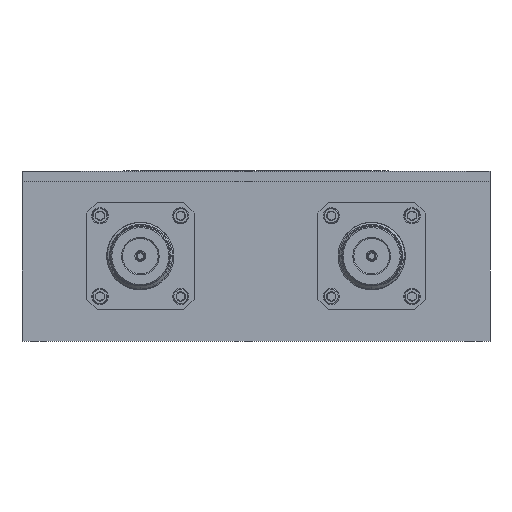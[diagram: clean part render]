
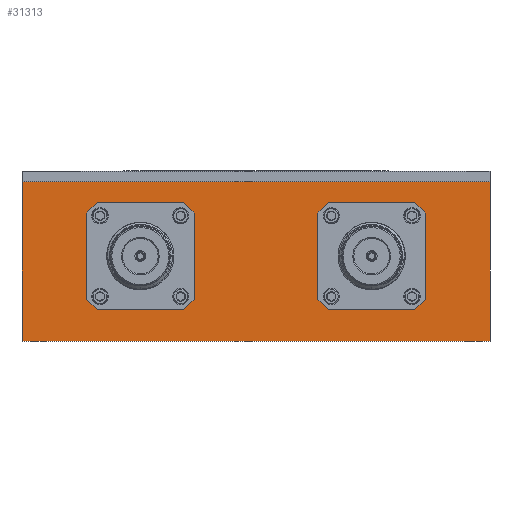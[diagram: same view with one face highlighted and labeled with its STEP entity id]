
A CAD part, front view. The second image highlights one B-rep face of the part: STEP entity #31313.
In plain terms, the highlighted planar face has unit normal (0, -1, 0).
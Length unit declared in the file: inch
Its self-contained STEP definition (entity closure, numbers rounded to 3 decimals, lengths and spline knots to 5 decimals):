
#218 = CARTESIAN_POINT ( 'NONE',  ( -2.175, -2.5, 0.69 ) ) ;
#961 = AXIS2_PLACEMENT_3D ( 'NONE', #4317, #19441, #25691 ) ;
#1785 = LINE ( 'NONE', #26537, #21354 ) ;
#3060 = DIRECTION ( 'NONE',  ( 1., 0., 0. ) ) ;
#4317 = CARTESIAN_POINT ( 'NONE',  ( -2.175, -2.5, 0.79 ) ) ;
#5574 = LINE ( 'NONE', #27398, #31479 ) ;
#6546 = FACE_OUTER_BOUND ( 'NONE', #24145, .T. ) ;
#6994 = LINE ( 'NONE', #36552, #30497 ) ;
#9191 = CARTESIAN_POINT ( 'NONE',  ( -2.175, -2.5, -0.79 ) ) ;
#13006 = CARTESIAN_POINT ( 'NONE',  ( -2.175, -2.5, 0.69 ) ) ;
#15202 = DIRECTION ( 'NONE',  ( 0., 0., -1. ) ) ;
#16363 = PLANE ( 'NONE',  #961 ) ;
#18693 = EDGE_CURVE ( 'NONE', #37981, #35798, #29822, .T. ) ;
#19441 = DIRECTION ( 'NONE',  ( 0., 1., 0. ) ) ;
#20732 = ORIENTED_EDGE ( 'NONE', *, *, #24688, .T. ) ;
#21354 = VECTOR ( 'NONE', #23588, 39.37008 ) ;
#23164 = CARTESIAN_POINT ( 'NONE',  ( 2.175, -2.5, -0.79 ) ) ;
#23588 = DIRECTION ( 'NONE',  ( 0., 0., -1. ) ) ;
#23898 = VERTEX_POINT ( 'NONE', #23164 ) ;
#24145 = EDGE_LOOP ( 'NONE', ( #34739, #24874, #20732, #25141 ) ) ;
#24668 = CARTESIAN_POINT ( 'NONE',  ( 2.175, -2.5, 0.69 ) ) ;
#24688 = EDGE_CURVE ( 'NONE', #38268, #23898, #5574, .T. ) ;
#24874 = ORIENTED_EDGE ( 'NONE', *, *, #31697, .T. ) ;
#25141 = ORIENTED_EDGE ( 'NONE', *, *, #31546, .F. ) ;
#25691 = DIRECTION ( 'NONE',  ( 0., 0., 1. ) ) ;
#26460 = VECTOR ( 'NONE', #37073, 39.37008 ) ;
#26537 = CARTESIAN_POINT ( 'NONE',  ( -2.175, -2.5, 0.79 ) ) ;
#27398 = CARTESIAN_POINT ( 'NONE',  ( -2.175, -2.5, -0.79 ) ) ;
#29822 = LINE ( 'NONE', #218, #26460 ) ;
#30497 = VECTOR ( 'NONE', #15202, 39.37008 ) ;
#31313 = ADVANCED_FACE ( 'NONE', ( #6546 ), #16363, .F. ) ;
#31479 = VECTOR ( 'NONE', #3060, 39.37008 ) ;
#31546 = EDGE_CURVE ( 'NONE', #35798, #23898, #6994, .T. ) ;
#31697 = EDGE_CURVE ( 'NONE', #37981, #38268, #1785, .T. ) ;
#34739 = ORIENTED_EDGE ( 'NONE', *, *, #18693, .F. ) ;
#35798 = VERTEX_POINT ( 'NONE', #24668 ) ;
#36552 = CARTESIAN_POINT ( 'NONE',  ( 2.175, -2.5, 0.79 ) ) ;
#37073 = DIRECTION ( 'NONE',  ( 1., 0., 0. ) ) ;
#37981 = VERTEX_POINT ( 'NONE', #13006 ) ;
#38268 = VERTEX_POINT ( 'NONE', #9191 ) ;
